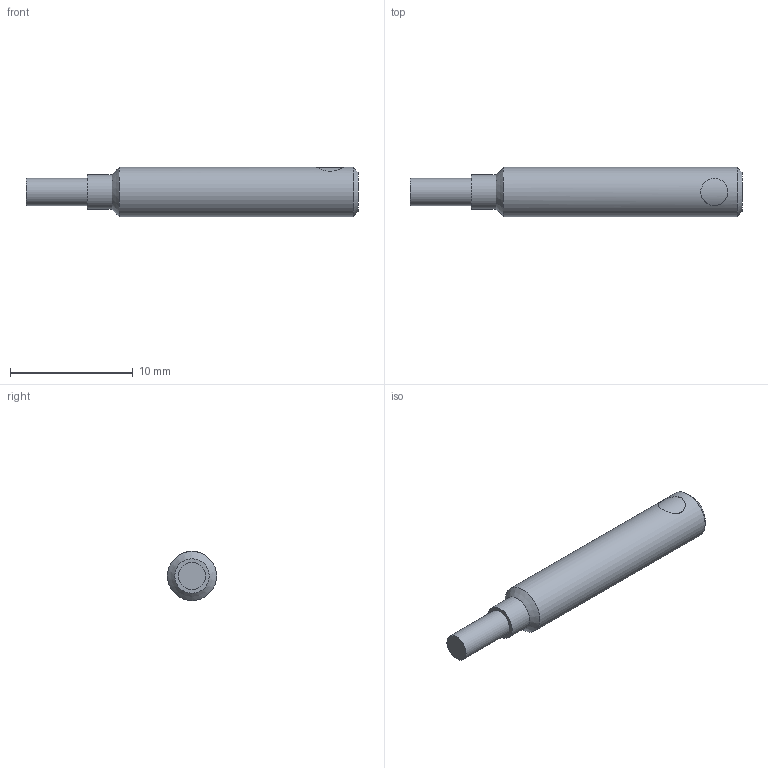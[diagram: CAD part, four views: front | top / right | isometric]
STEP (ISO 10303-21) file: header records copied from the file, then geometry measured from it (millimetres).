
FILE_DESCRIPTION(/* description */ (''),/* implementation_level */ '2;1');
FILE_NAME(/* name */ 'LS208163.stp',/* time_stamp */ '2016-10-06T13:48:35+02:00',/* author */ ('mitarbeiter'),/* organization */ (''),/* preprocessor_version */ 'ST-DEVELOPER v15.2',/* originating_system */ 'Autodesk Inventor 2014',/* authorisation */ '');
FILE_SCHEMA (('AUTOMOTIVE_DESIGN { 1 0 10303 214 3 1 1 }'));
Length unit declared in the file: millimetre
Products named in the file (1): LS208163
Bounding box: 27 x 4 x 4 mm (x, y, z)
Volume: 279.6 mm3; surface area: 320.7 mm2
Topology: 1 solids, 1 shells, 10 faces, 17 edges, 10 vertices
Faces by surface type: cylinder 5, plane 3, cone 2
Full cylindrical faces by diameter (mm): 2.2 x2, 2.8 x1, 4 x1
Entity records: 282 total; most frequent: CARTESIAN_POINT 97, DIRECTION 36, EDGE_LOOP 18, ORIENTED_EDGE 18, AXIS2_PLACEMENT_3D 18, FACE_OUTER_BOUND 10, ADVANCED_FACE 10, VERTEX_POINT 9
